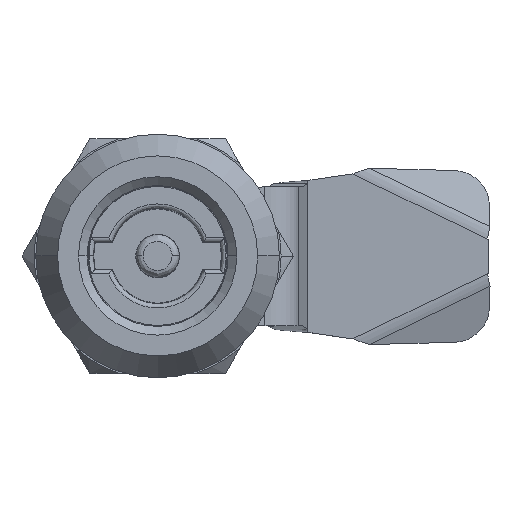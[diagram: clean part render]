
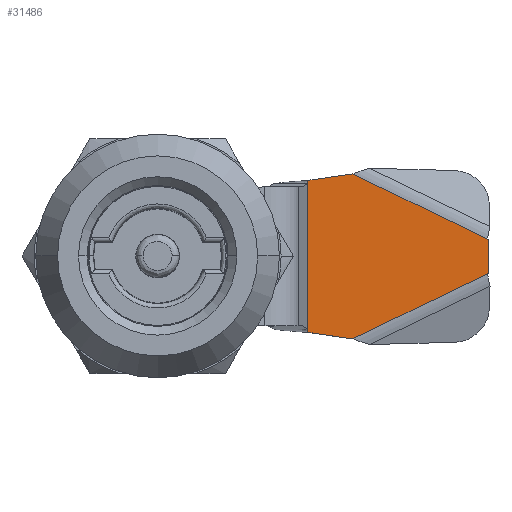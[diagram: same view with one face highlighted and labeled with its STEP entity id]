
A CAD part, top view. The second image highlights one B-rep face of the part: STEP entity #31486.
In plain terms, the highlighted planar face has unit normal (0, 0, 1).
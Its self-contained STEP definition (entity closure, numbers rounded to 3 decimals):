
#37 = LINE ( 'NONE', #19895, #9170 ) ;
#156 = VECTOR ( 'NONE', #20461, 1000. ) ;
#255 = CARTESIAN_POINT ( 'NONE',  ( -4.451, -50., -7. ) ) ;
#346 = EDGE_CURVE ( 'NONE', #10607, #11012, #25019, .T. ) ;
#375 = VERTEX_POINT ( 'NONE', #17693 ) ;
#802 = ORIENTED_EDGE ( 'NONE', *, *, #16365, .T. ) ;
#1080 = CARTESIAN_POINT ( 'NONE',  ( 7.5, -42.7, -7. ) ) ;
#1880 = ORIENTED_EDGE ( 'NONE', *, *, #25725, .T. ) ;
#1905 = DIRECTION ( 'NONE',  ( 0., 0., 1. ) ) ;
#2697 = FACE_OUTER_BOUND ( 'NONE', #16004, .T. ) ;
#2710 = CARTESIAN_POINT ( 'NONE',  ( 22.5, -59.5, -7. ) ) ;
#4484 = VERTEX_POINT ( 'NONE', #22243 ) ;
#5070 = DIRECTION ( 'NONE',  ( 0., -1., 0. ) ) ;
#5443 = EDGE_CURVE ( 'NONE', #8572, #24586, #9671, .T. ) ;
#5522 = AXIS2_PLACEMENT_3D ( 'NONE', #255, #13735, #16030 ) ;
#5554 = ORIENTED_EDGE ( 'NONE', *, *, #6447, .F. ) ;
#6447 = EDGE_CURVE ( 'NONE', #17903, #24950, #26255, .T. ) ;
#6740 = VERTEX_POINT ( 'NONE', #29510 ) ;
#6754 = AXIS2_PLACEMENT_3D ( 'NONE', #10952, #23954, #19071 ) ;
#7076 = VERTEX_POINT ( 'NONE', #15858 ) ;
#7602 = AXIS2_PLACEMENT_3D ( 'NONE', #16889, #1905, #19488 ) ;
#8082 = CARTESIAN_POINT ( 'NONE',  ( 38., -48.002, -7. ) ) ;
#8325 = CIRCLE ( 'NONE', #6754, 4. ) ;
#8572 = VERTEX_POINT ( 'NONE', #17862 ) ;
#8821 = DIRECTION ( 'NONE',  ( -1., 0., 0. ) ) ;
#9156 = VECTOR ( 'NONE', #18341, 1000. ) ;
#9170 = VECTOR ( 'NONE', #5070, 1000. ) ;
#9671 = LINE ( 'NONE', #22371, #13910 ) ;
#10116 = ORIENTED_EDGE ( 'NONE', *, *, #346, .F. ) ;
#10607 = VERTEX_POINT ( 'NONE', #23143 ) ;
#10890 = EDGE_CURVE ( 'NONE', #375, #17903, #27372, .T. ) ;
#10952 = CARTESIAN_POINT ( 'NONE',  ( 22.792, -55.5, -7. ) ) ;
#11012 = VERTEX_POINT ( 'NONE', #19709 ) ;
#11156 = LINE ( 'NONE', #1080, #9156 ) ;
#11238 = EDGE_CURVE ( 'NONE', #375, #8572, #25672, .T. ) ;
#11738 = CARTESIAN_POINT ( 'NONE',  ( 37.9, -51.998, -7. ) ) ;
#12014 = CARTESIAN_POINT ( 'NONE',  ( 38., -51.998, -7. ) ) ;
#12130 = DIRECTION ( 'NONE',  ( -0.9, -0.436, 0. ) ) ;
#13735 = DIRECTION ( 'NONE',  ( 0., 0., -1. ) ) ;
#13910 = VECTOR ( 'NONE', #15061, 1000. ) ;
#14586 = CARTESIAN_POINT ( 'NONE',  ( 4.367, -68.223, -7. ) ) ;
#14704 = ORIENTED_EDGE ( 'NONE', *, *, #29129, .T. ) ;
#15061 = DIRECTION ( 'NONE',  ( -0.9, 0.436, 0. ) ) ;
#15106 = ORIENTED_EDGE ( 'NONE', *, *, #30532, .F. ) ;
#15858 = CARTESIAN_POINT ( 'NONE',  ( 22.211, -40.542, -7. ) ) ;
#16004 = EDGE_LOOP ( 'NONE', ( #18146, #5554, #30092, #22439, #20151, #1880, #15106, #14704, #10116, #802 ) ) ;
#16009 = VECTOR ( 'NONE', #8821, 1000. ) ;
#16030 = DIRECTION ( 'NONE',  ( 1., 0., 0. ) ) ;
#16365 = EDGE_CURVE ( 'NONE', #10607, #6740, #8325, .T. ) ;
#16889 = CARTESIAN_POINT ( 'NONE',  ( 22.792, -44.5, -7. ) ) ;
#17243 = VECTOR ( 'NONE', #22564, 1000. ) ;
#17430 = CARTESIAN_POINT ( 'NONE',  ( 38., -48.002, -7. ) ) ;
#17494 = CIRCLE ( 'NONE', #7602, 4. ) ;
#17693 = CARTESIAN_POINT ( 'NONE',  ( 38., -48.002, -7. ) ) ;
#17862 = CARTESIAN_POINT ( 'NONE',  ( 37.9, -48.002, -7. ) ) ;
#17903 = VERTEX_POINT ( 'NONE', #12014 ) ;
#18146 = ORIENTED_EDGE ( 'NONE', *, *, #27308, .F. ) ;
#18341 = DIRECTION ( 'NONE',  ( 0.989, 0.145, 0. ) ) ;
#18607 = CARTESIAN_POINT ( 'NONE',  ( 38., -51.998, -7. ) ) ;
#19071 = DIRECTION ( 'NONE',  ( 1., 0., 0. ) ) ;
#19131 = LINE ( 'NONE', #14586, #28949 ) ;
#19488 = DIRECTION ( 'NONE',  ( 1., 0., 0. ) ) ;
#19538 = DIRECTION ( 'NONE',  ( 0., -1., 0. ) ) ;
#19709 = CARTESIAN_POINT ( 'NONE',  ( 17.276, -58.734, -7. ) ) ;
#19895 = CARTESIAN_POINT ( 'NONE',  ( 17.276, -50., -7. ) ) ;
#20151 = ORIENTED_EDGE ( 'NONE', *, *, #5443, .T. ) ;
#20461 = DIRECTION ( 'NONE',  ( -1., 0., 0. ) ) ;
#22243 = CARTESIAN_POINT ( 'NONE',  ( 17.276, -41.266, -7. ) ) ;
#22371 = CARTESIAN_POINT ( 'NONE',  ( 4.367, -31.777, -7. ) ) ;
#22439 = ORIENTED_EDGE ( 'NONE', *, *, #11238, .T. ) ;
#22504 = VECTOR ( 'NONE', #19538, 1000. ) ;
#22564 = DIRECTION ( 'NONE',  ( -0.989, 0.145, 0. ) ) ;
#23143 = CARTESIAN_POINT ( 'NONE',  ( 22.211, -59.458, -7. ) ) ;
#23954 = DIRECTION ( 'NONE',  ( 0., 0., 1. ) ) ;
#24586 = VERTEX_POINT ( 'NONE', #27819 ) ;
#24842 = PLANE ( 'NONE',  #5522 ) ;
#24950 = VERTEX_POINT ( 'NONE', #11738 ) ;
#25019 = LINE ( 'NONE', #2710, #17243 ) ;
#25672 = LINE ( 'NONE', #8082, #156 ) ;
#25725 = EDGE_CURVE ( 'NONE', #24586, #7076, #17494, .T. ) ;
#26255 = LINE ( 'NONE', #18607, #16009 ) ;
#27308 = EDGE_CURVE ( 'NONE', #24950, #6740, #19131, .T. ) ;
#27372 = LINE ( 'NONE', #17430, #22504 ) ;
#27819 = CARTESIAN_POINT ( 'NONE',  ( 22.43, -40.516, -7. ) ) ;
#28949 = VECTOR ( 'NONE', #12130, 1000. ) ;
#29129 = EDGE_CURVE ( 'NONE', #4484, #11012, #37, .T. ) ;
#29510 = CARTESIAN_POINT ( 'NONE',  ( 22.43, -59.484, -7. ) ) ;
#30092 = ORIENTED_EDGE ( 'NONE', *, *, #10890, .F. ) ;
#30532 = EDGE_CURVE ( 'NONE', #4484, #7076, #11156, .T. ) ;
#31486 = ADVANCED_FACE ( 'NONE', ( #2697 ), #24842, .F. ) ;
